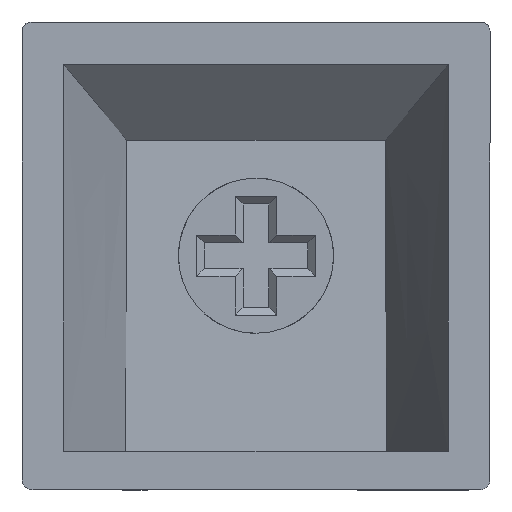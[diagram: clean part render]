
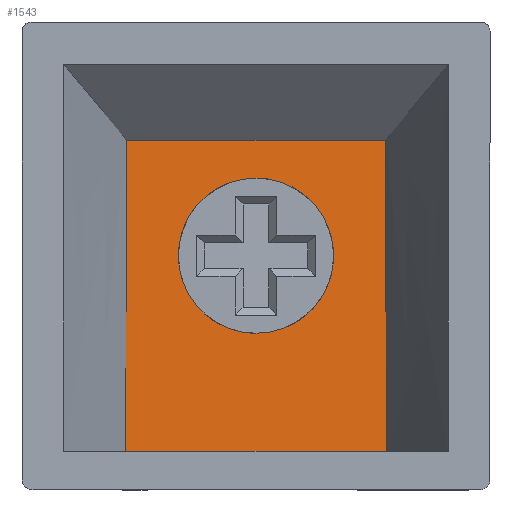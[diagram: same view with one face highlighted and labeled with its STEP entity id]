
A CAD part, front view. The second image highlights one B-rep face of the part: STEP entity #1543.
In plain terms, the highlighted planar face has unit normal (0, -0.999, 0.055).
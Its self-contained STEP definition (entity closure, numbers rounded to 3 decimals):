
#8 = CARTESIAN_POINT ( 'NONE',  ( 15.05, 6.033, -12.038 ) ) ;
#110 = ORIENTED_EDGE ( 'NONE', *, *, #362, .F. ) ;
#153 = CARTESIAN_POINT ( 'NONE',  ( 4.029, 6.174, -9.482 ) ) ;
#194 = VERTEX_POINT ( 'NONE', #924 ) ;
#279 = ORIENTED_EDGE ( 'NONE', *, *, #2317, .F. ) ;
#294 = EDGE_CURVE ( 'NONE', #705, #194, #1626, .T. ) ;
#318 =( BOUNDED_CURVE ( )  B_SPLINE_CURVE ( 3, ( #2519, #646, #2095, #866 ),
 .UNSPECIFIED., .F., .F. ) 
 B_SPLINE_CURVE_WITH_KNOTS ( ( 4, 4 ),
 ( 3.142, 6.283 ),
 .UNSPECIFIED. ) 
 CURVE ( )  GEOMETRIC_REPRESENTATION_ITEM ( )  RATIONAL_B_SPLINE_CURVE ( ( 1., 0.333, 0.333, 1. ) ) 
 REPRESENTATION_ITEM ( '' )  );
#362 = EDGE_CURVE ( 'NONE', #194, #1172, #2456, .T. ) ;
#442 = FACE_BOUND ( 'NONE', #2632, .T. ) ;
#454 = CARTESIAN_POINT ( 'NONE',  ( 14.095, 5.781, -16.6 ) ) ;
#513 = CARTESIAN_POINT ( 'NONE',  ( 14.087, 5.916, -14.141 ) ) ;
#574 = CARTESIAN_POINT ( 'NONE',  ( 4.005, 5.781, -16.6 ) ) ;
#586 =( BOUNDED_CURVE ( )  B_SPLINE_CURVE ( 3, ( #837, #8, #1872, #2091 ),
 .UNSPECIFIED., .F., .F. ) 
 B_SPLINE_CURVE_WITH_KNOTS ( ( 4, 4 ),
 ( 0., 3.142 ),
 .UNSPECIFIED. ) 
 CURVE ( )  GEOMETRIC_REPRESENTATION_ITEM ( )  RATIONAL_B_SPLINE_CURVE ( ( 1., 0.333, 0.333, 1. ) ) 
 REPRESENTATION_ITEM ( '' )  );
#590 = EDGE_CURVE ( 'NONE', #1855, #1172, #1893, .T. ) ;
#613 = VECTOR ( 'NONE', #2363, 1000. ) ;
#646 = CARTESIAN_POINT ( 'NONE',  ( 3.05, 6.364, -6.038 ) ) ;
#705 = VERTEX_POINT ( 'NONE', #1326 ) ;
#720 = CARTESIAN_POINT ( 'NONE',  ( 0., 5.781, -16.6 ) ) ;
#752 = ORIENTED_EDGE ( 'NONE', *, *, #590, .T. ) ;
#777 = VERTEX_POINT ( 'NONE', #2100 ) ;
#837 = CARTESIAN_POINT ( 'NONE',  ( 9.05, 6.033, -12.038 ) ) ;
#866 = CARTESIAN_POINT ( 'NONE',  ( 9.05, 6.033, -12.038 ) ) ;
#924 = CARTESIAN_POINT ( 'NONE',  ( 14.056, 6.446, -4.565 ) ) ;
#1065 = EDGE_CURVE ( 'NONE', #1855, #705, #1395, .T. ) ;
#1129 = EDGE_CURVE ( 'NONE', #1545, #777, #586, .T. ) ;
#1143 = CARTESIAN_POINT ( 'NONE',  ( 14.095, 5.781, -16.6 ) ) ;
#1172 = VERTEX_POINT ( 'NONE', #454 ) ;
#1326 = CARTESIAN_POINT ( 'NONE',  ( 4.044, 6.446, -4.565 ) ) ;
#1344 = CARTESIAN_POINT ( 'NONE',  ( 0., 6.446, -4.565 ) ) ;
#1358 = CARTESIAN_POINT ( 'NONE',  ( 14.066, 6.274, -7.671 ) ) ;
#1395 = B_SPLINE_CURVE_WITH_KNOTS ( 'NONE', 3,
 ( #574, #1444, #1644, #2234, #153, #2488, #1428 ),
 .UNSPECIFIED., .F., .F.,
 ( 4, 3, 4 ),
 ( 0., 0.005, 0.012 ),
 .UNSPECIFIED. ) ;
#1428 = CARTESIAN_POINT ( 'NONE',  ( 4.044, 6.446, -4.565 ) ) ;
#1444 = CARTESIAN_POINT ( 'NONE',  ( 4.01, 5.866, -15.047 ) ) ;
#1454 = DIRECTION ( 'NONE',  ( 0., 0.998, -0.055 ) ) ;
#1471 = DIRECTION ( 'NONE',  ( 1., 0., 0. ) ) ;
#1516 = ORIENTED_EDGE ( 'NONE', *, *, #1129, .F. ) ;
#1543 = ADVANCED_FACE ( 'NONE', ( #442, #2030 ), #2655, .F. ) ;
#1545 = VERTEX_POINT ( 'NONE', #2479 ) ;
#1564 = CARTESIAN_POINT ( 'NONE',  ( 4.005, 5.781, -16.6 ) ) ;
#1567 = ORIENTED_EDGE ( 'NONE', *, *, #294, .F. ) ;
#1568 = CARTESIAN_POINT ( 'NONE',  ( 14.079, 6.052, -11.683 ) ) ;
#1626 = LINE ( 'NONE', #1344, #613 ) ;
#1644 = CARTESIAN_POINT ( 'NONE',  ( 4.015, 5.952, -13.493 ) ) ;
#1653 = ORIENTED_EDGE ( 'NONE', *, *, #1065, .F. ) ;
#1672 = AXIS2_PLACEMENT_3D ( 'NONE', #1844, #1454, #2255 ) ;
#1821 = VECTOR ( 'NONE', #1471, 1000. ) ;
#1844 = CARTESIAN_POINT ( 'NONE',  ( 0., 6.677, -0.369 ) ) ;
#1855 = VERTEX_POINT ( 'NONE', #1564 ) ;
#1872 = CARTESIAN_POINT ( 'NONE',  ( 15.05, 6.364, -6.038 ) ) ;
#1893 = LINE ( 'NONE', #720, #1821 ) ;
#1972 = CARTESIAN_POINT ( 'NONE',  ( 14.061, 6.36, -6.118 ) ) ;
#2030 = FACE_OUTER_BOUND ( 'NONE', #2442, .T. ) ;
#2091 = CARTESIAN_POINT ( 'NONE',  ( 9.05, 6.364, -6.038 ) ) ;
#2095 = CARTESIAN_POINT ( 'NONE',  ( 3.05, 6.033, -12.038 ) ) ;
#2100 = CARTESIAN_POINT ( 'NONE',  ( 9.05, 6.364, -6.038 ) ) ;
#2174 = CARTESIAN_POINT ( 'NONE',  ( 14.056, 6.446, -4.565 ) ) ;
#2234 = CARTESIAN_POINT ( 'NONE',  ( 4.02, 6.038, -11.94 ) ) ;
#2255 = DIRECTION ( 'NONE',  ( 0., 0.055, 0.998 ) ) ;
#2317 = EDGE_CURVE ( 'NONE', #777, #1545, #318, .T. ) ;
#2363 = DIRECTION ( 'NONE',  ( 1., 0., 0. ) ) ;
#2390 = CARTESIAN_POINT ( 'NONE',  ( 14.071, 6.188, -9.224 ) ) ;
#2442 = EDGE_LOOP ( 'NONE', ( #110, #1567, #1653, #752 ) ) ;
#2456 = B_SPLINE_CURVE_WITH_KNOTS ( 'NONE', 3,
 ( #2174, #1972, #1358, #2390, #1568, #513, #1143 ),
 .UNSPECIFIED., .F., .F.,
 ( 4, 3, 4 ),
 ( 0., 0.005, 0.012 ),
 .UNSPECIFIED. ) ;
#2479 = CARTESIAN_POINT ( 'NONE',  ( 9.05, 6.033, -12.038 ) ) ;
#2488 = CARTESIAN_POINT ( 'NONE',  ( 4.036, 6.31, -7.023 ) ) ;
#2519 = CARTESIAN_POINT ( 'NONE',  ( 9.05, 6.364, -6.038 ) ) ;
#2632 = EDGE_LOOP ( 'NONE', ( #1516, #279 ) ) ;
#2655 = PLANE ( 'NONE',  #1672 ) ;
